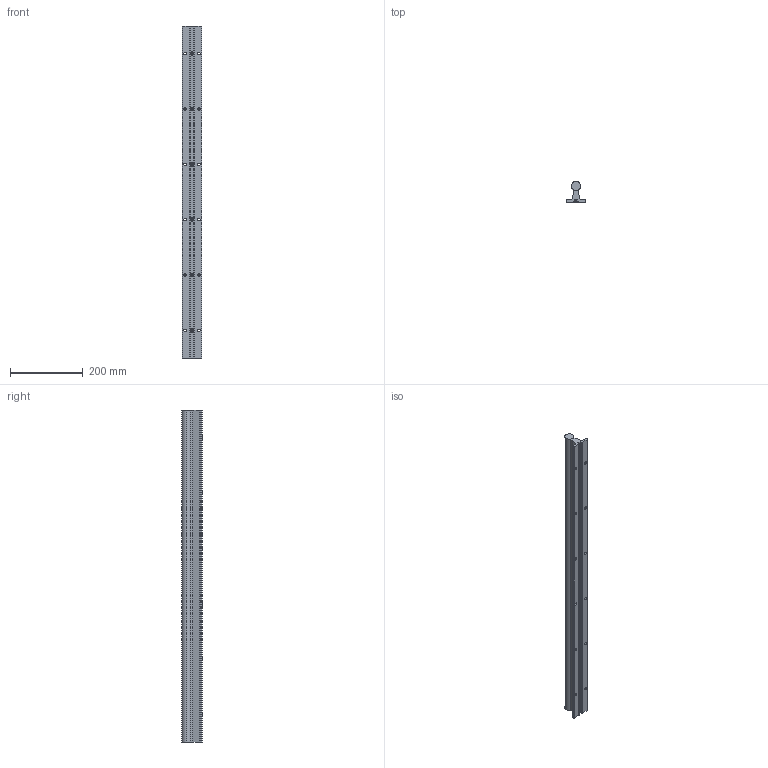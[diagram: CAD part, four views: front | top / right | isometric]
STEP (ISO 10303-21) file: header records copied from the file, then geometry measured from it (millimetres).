
FILE_DESCRIPTION (( 'STEP AP214' ), '1' );
FILE_NAME ('ShaftRailAssembly_B364A7B62D.step', '2021-08-05T16:31:24', ( 'localadmin' ), ( 'BOXX Technologies, Inc.' ), 'SwSTEP 2.0', 'SolidWorks 2019', '' );
FILE_SCHEMA (( 'AUTOMOTIVE_DESIGN' ));
Length unit declared in the file: inch
Products named in the file (3): H2lja0ioCV_CADModel_0; ShaftRailAssembly_B364A7B62D
Assembly tree (1 placements, depth 2):
  H2lja0ioCV_CADModel_0
  ShaftRailAssembly_B364A7B62D
    H2lja0ioCV_CADModel_0
Bounding box: 53.98 x 57.15 x 914.4 mm (x, y, z)
Volume: 1100022.9 mm3; surface area: 247962.1 mm2
Topology: 8 solids, 8 shells, 283 faces, 633 edges, 372 vertices
Faces by surface type: cylinder 100, plane 93, cone 90
Entity records: 12264 total; most frequent: CARTESIAN_POINT 2091, DIRECTION 1385, ORIENTED_EDGE 1242, EDGE_CURVE 621, AXIS2_PLACEMENT_3D 542, VERTEX_POINT 372, EDGE_LOOP 337, LINE 301
